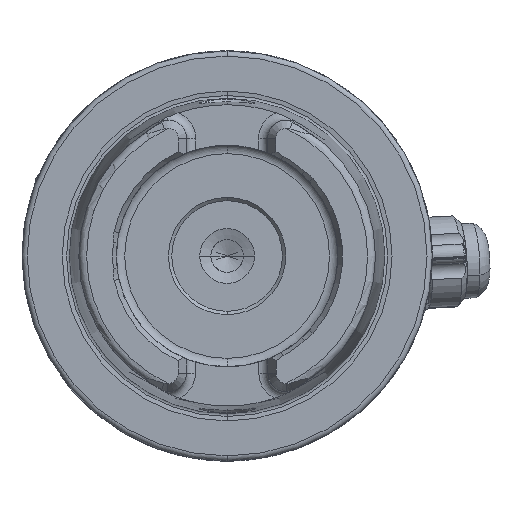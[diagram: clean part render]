
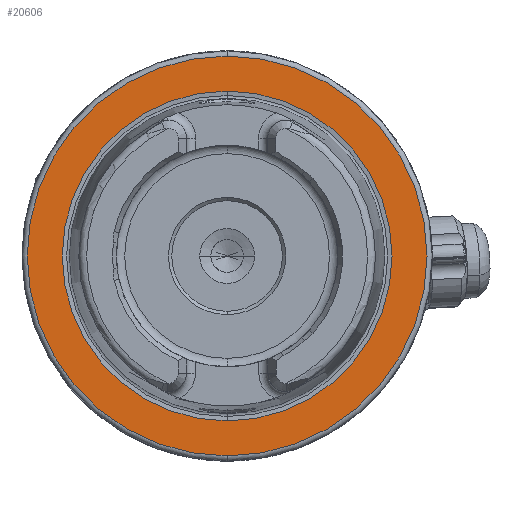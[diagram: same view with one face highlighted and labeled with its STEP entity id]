
A CAD part, left-side view. The second image highlights one B-rep face of the part: STEP entity #20606.
In plain terms, the highlighted planar face has unit normal (-1, 0, 0).
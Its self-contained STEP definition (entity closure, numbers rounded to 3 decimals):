
#1837 = DIRECTION ( 'NONE',  ( 1., 0., 0. ) ) ;
#2292 = CIRCLE ( 'NONE', #27277, 30.7 ) ;
#2647 = CARTESIAN_POINT ( 'NONE',  ( 0., 0., 30.7 ) ) ;
#2911 = DIRECTION ( 'NONE',  ( -1., 0., 0. ) ) ;
#4078 = DIRECTION ( 'NONE',  ( 0., 0., -1. ) ) ;
#4294 = CARTESIAN_POINT ( 'NONE',  ( 0., 0., 0. ) ) ;
#4918 = DIRECTION ( 'NONE',  ( 0., 0., 1. ) ) ;
#5177 = DIRECTION ( 'NONE',  ( -1., 0., 0. ) ) ;
#5593 = CARTESIAN_POINT ( 'NONE',  ( 0., 0., -25.324 ) ) ;
#6177 = PLANE ( 'NONE',  #19073 ) ;
#6471 = FACE_OUTER_BOUND ( 'NONE', #18531, .T. ) ;
#6881 = ORIENTED_EDGE ( 'NONE', *, *, #11628, .T. ) ;
#7334 = CARTESIAN_POINT ( 'NONE',  ( 0., 0., 0. ) ) ;
#8445 = CARTESIAN_POINT ( 'NONE',  ( 0., 0., -30.7 ) ) ;
#9174 = EDGE_CURVE ( 'NONE', #16247, #13439, #21966, .T. ) ;
#9831 = CARTESIAN_POINT ( 'NONE',  ( 0., 0., 0. ) ) ;
#10282 = AXIS2_PLACEMENT_3D ( 'NONE', #9831, #2911, #4918 ) ;
#11628 = EDGE_CURVE ( 'NONE', #28886, #28241, #2292, .T. ) ;
#11996 = CIRCLE ( 'NONE', #15121, 25.324 ) ;
#13439 = VERTEX_POINT ( 'NONE', #5593 ) ;
#13627 = DIRECTION ( 'NONE',  ( 0., 0., 1. ) ) ;
#14466 = CARTESIAN_POINT ( 'NONE',  ( 0., 0., 0. ) ) ;
#15121 = AXIS2_PLACEMENT_3D ( 'NONE', #7334, #5177, #25976 ) ;
#15142 = ORIENTED_EDGE ( 'NONE', *, *, #25596, .T. ) ;
#15274 = EDGE_LOOP ( 'NONE', ( #20483, #26812 ) ) ;
#15358 = CIRCLE ( 'NONE', #10282, 30.7 ) ;
#15613 = DIRECTION ( 'NONE',  ( -1., 0., 0. ) ) ;
#15710 = DIRECTION ( 'NONE',  ( 0., 0., 1. ) ) ;
#16247 = VERTEX_POINT ( 'NONE', #25914 ) ;
#18531 = EDGE_LOOP ( 'NONE', ( #6881, #15142 ) ) ;
#19073 = AXIS2_PLACEMENT_3D ( 'NONE', #29264, #1837, #4078 ) ;
#20025 = DIRECTION ( 'NONE',  ( -1., 0., 0. ) ) ;
#20483 = ORIENTED_EDGE ( 'NONE', *, *, #9174, .F. ) ;
#20606 = ADVANCED_FACE ( 'NONE', ( #22237, #6471 ), #6177, .F. ) ;
#21966 = CIRCLE ( 'NONE', #23789, 25.324 ) ;
#22237 = FACE_BOUND ( 'NONE', #15274, .T. ) ;
#23789 = AXIS2_PLACEMENT_3D ( 'NONE', #14466, #20025, #13627 ) ;
#25596 = EDGE_CURVE ( 'NONE', #28241, #28886, #15358, .T. ) ;
#25914 = CARTESIAN_POINT ( 'NONE',  ( 0., 0., 25.324 ) ) ;
#25976 = DIRECTION ( 'NONE',  ( 0., 0., 1. ) ) ;
#26812 = ORIENTED_EDGE ( 'NONE', *, *, #28043, .F. ) ;
#27277 = AXIS2_PLACEMENT_3D ( 'NONE', #4294, #15613, #15710 ) ;
#28043 = EDGE_CURVE ( 'NONE', #13439, #16247, #11996, .T. ) ;
#28241 = VERTEX_POINT ( 'NONE', #8445 ) ;
#28886 = VERTEX_POINT ( 'NONE', #2647 ) ;
#29264 = CARTESIAN_POINT ( 'NONE',  ( 0., 30.7, 0. ) ) ;
